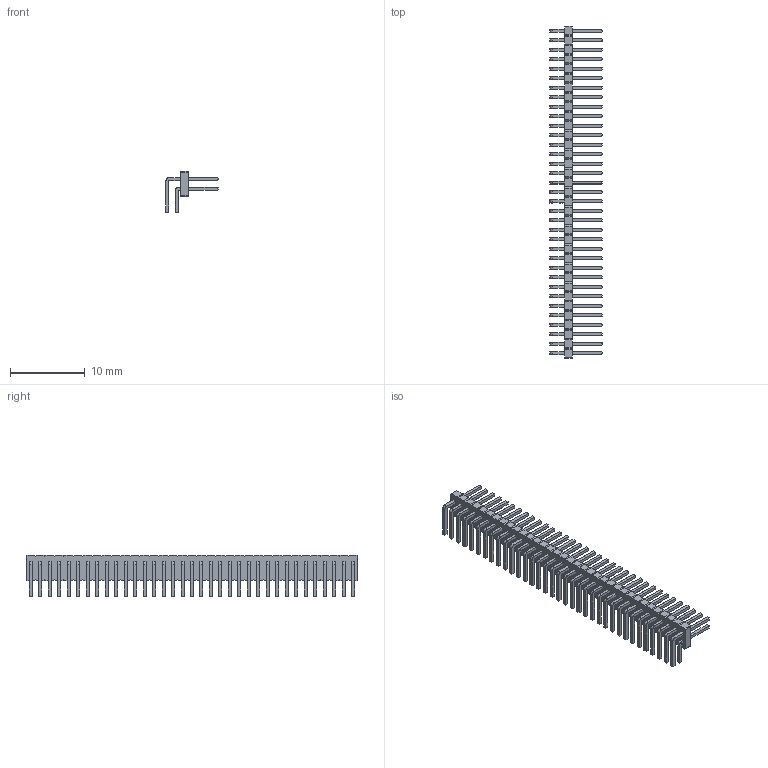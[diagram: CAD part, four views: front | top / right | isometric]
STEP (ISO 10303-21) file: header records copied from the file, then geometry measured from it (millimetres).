
FILE_DESCRIPTION(/* description */ ('model of PinHeader_2x35_P1.27mm_Horizontal'),/* implementation_level */ '2;1');
FILE_NAME(/* name */ 'PinHeader_2x35_P1.27mm_Horizontal.step',/* time_stamp */ '2018-01-24T12:41:06',/* author */ ('kicad StepUp','ksu'),/* organization */ ('FreeCAD'),/* preprocessor_version */ 'OCC',/* originating_system */ 'kicad StepUp',/* authorisation */ '');
FILE_SCHEMA(('AUTOMOTIVE_DESIGN { 1 0 10303 214 1 1 1 1 }'));
Length unit declared in the file: millimetre
Products named in the file (2): PinHeader_2x35_P127mm_Horizontal; Shape0_924003670036
Bounding box: 6.97 x 44.45 x 5.58 mm (x, y, z)
Volume: 260.3 mm3; surface area: 1522.1 mm2
Topology: 71 solids, 71 shells, 1404 faces, 3226 edges, 1964 vertices
Faces by surface type: plane 1334, cylinder 70
Entity records: 24733 total; most frequent: ORIENTED_EDGE 4770, CARTESIAN_POINT 4072, EDGE_CURVE 3226, LINE 3086, VERTEX_POINT 1964, AXIS2_PLACEMENT_3D 1545, ADVANCED_FACE 1404, FACE_BOUND 1404
